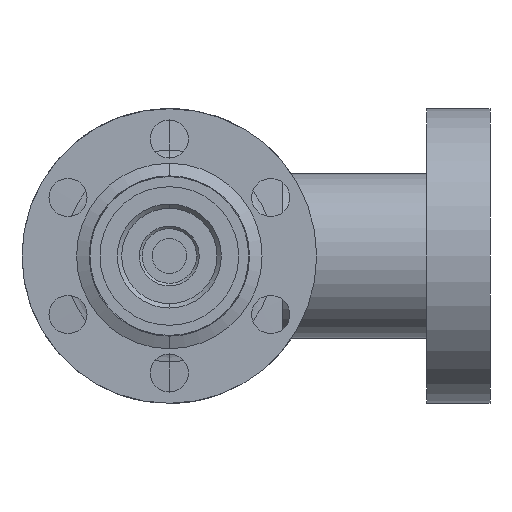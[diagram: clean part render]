
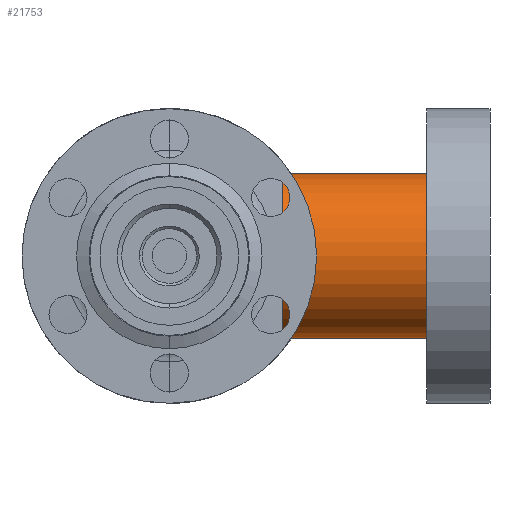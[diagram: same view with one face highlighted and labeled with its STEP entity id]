
A CAD part, front view. The second image highlights one B-rep face of the part: STEP entity #21753.
In plain terms, the highlighted cylindrical face has radius 9.5 mm (diameter 19 mm), a partial arc.
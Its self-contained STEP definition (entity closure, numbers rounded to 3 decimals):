
#7204 = EDGE_CURVE ( 'NONE', #36812, #67753, #22526, .T. ) ;
#7423 = EDGE_CURVE ( 'NONE', #28631, #62817, #25915, .T. ) ;
#7471 = DIRECTION ( 'NONE',  ( 1., 0., 0. ) ) ;
#8589 = CARTESIAN_POINT ( 'NONE',  ( 31.2, 0., 9.5 ) ) ;
#10576 = CARTESIAN_POINT ( 'NONE',  ( 13., 0., -9.5 ) ) ;
#12305 = DIRECTION ( 'NONE',  ( 0., 0., -1. ) ) ;
#12603 = DIRECTION ( 'NONE',  ( 0., 0., -1. ) ) ;
#14985 = ORIENTED_EDGE ( 'NONE', *, *, #37061, .T. ) ;
#17662 = CARTESIAN_POINT ( 'NONE',  ( 0., 0., -9.5 ) ) ;
#20980 = DIRECTION ( 'NONE',  ( 1., 0., 0. ) ) ;
#21753 = ADVANCED_FACE ( 'NONE', ( #44502 ), #54356, .T. ) ;
#21825 = AXIS2_PLACEMENT_3D ( 'NONE', #38883, #60348, #12305 ) ;
#22526 = CIRCLE ( 'NONE', #33684, 9.5 ) ;
#25877 = EDGE_LOOP ( 'NONE', ( #35353, #66740, #14985, #52871 ) ) ;
#25915 = CIRCLE ( 'NONE', #27017, 9.5 ) ;
#27017 = AXIS2_PLACEMENT_3D ( 'NONE', #57790, #20980, #36011 ) ;
#27501 = VECTOR ( 'NONE', #7471, 1000. ) ;
#28631 = VERTEX_POINT ( 'NONE', #48165 ) ;
#32717 = LINE ( 'NONE', #65066, #55970 ) ;
#33684 = AXIS2_PLACEMENT_3D ( 'NONE', #65584, #64548, #12603 ) ;
#35353 = ORIENTED_EDGE ( 'NONE', *, *, #42025, .F. ) ;
#36011 = DIRECTION ( 'NONE',  ( 0., 0., 1. ) ) ;
#36812 = VERTEX_POINT ( 'NONE', #8589 ) ;
#37061 = EDGE_CURVE ( 'NONE', #62817, #67753, #44255, .T. ) ;
#38883 = CARTESIAN_POINT ( 'NONE',  ( 0., 0., 0. ) ) ;
#42025 = EDGE_CURVE ( 'NONE', #28631, #36812, #32717, .T. ) ;
#44255 = LINE ( 'NONE', #17662, #27501 ) ;
#44502 = FACE_OUTER_BOUND ( 'NONE', #25877, .T. ) ;
#45171 = CARTESIAN_POINT ( 'NONE',  ( 31.2, 0., -9.5 ) ) ;
#48165 = CARTESIAN_POINT ( 'NONE',  ( 13., 0., 9.5 ) ) ;
#52871 = ORIENTED_EDGE ( 'NONE', *, *, #7204, .F. ) ;
#54356 = CYLINDRICAL_SURFACE ( 'NONE', #21825, 9.5 ) ;
#54832 = DIRECTION ( 'NONE',  ( 1., 0., 0. ) ) ;
#55970 = VECTOR ( 'NONE', #54832, 1000. ) ;
#57790 = CARTESIAN_POINT ( 'NONE',  ( 13., 0., 0. ) ) ;
#60348 = DIRECTION ( 'NONE',  ( 1., 0., 0. ) ) ;
#62817 = VERTEX_POINT ( 'NONE', #10576 ) ;
#64548 = DIRECTION ( 'NONE',  ( 1., 0., 0. ) ) ;
#65066 = CARTESIAN_POINT ( 'NONE',  ( 0., 0., 9.5 ) ) ;
#65584 = CARTESIAN_POINT ( 'NONE',  ( 31.2, 0., 0. ) ) ;
#66740 = ORIENTED_EDGE ( 'NONE', *, *, #7423, .T. ) ;
#67753 = VERTEX_POINT ( 'NONE', #45171 ) ;
